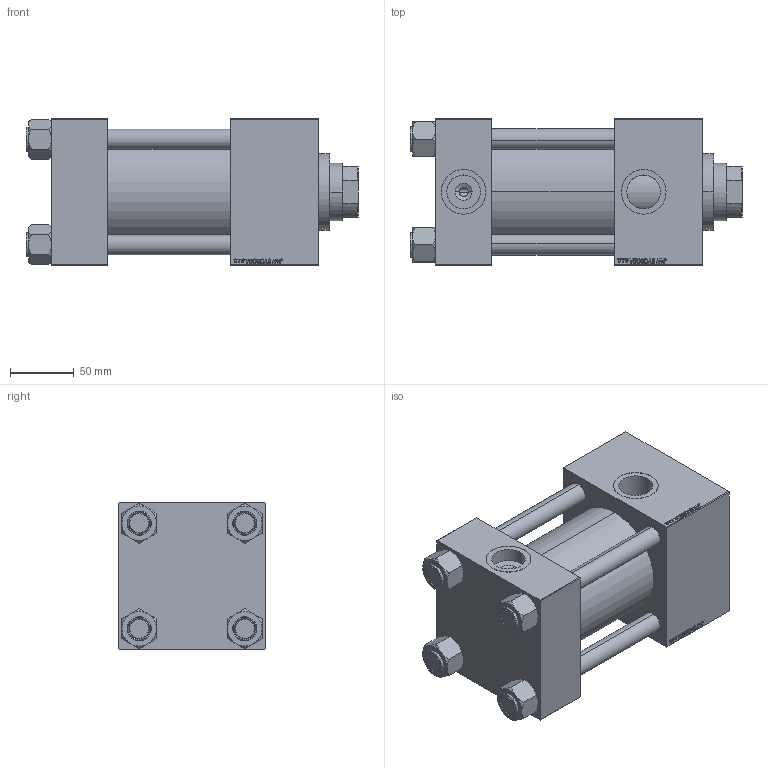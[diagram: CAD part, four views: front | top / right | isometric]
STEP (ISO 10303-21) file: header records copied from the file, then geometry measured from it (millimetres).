
FILE_DESCRIPTION (( 'STEP AP203' ), '1' );
FILE_NAME ('04f2.STEP', '2025-05-19T13:07:02', ( '' ), ( '' ), 'SwSTEP 2.0', 'SolidWorks 2019', '' );
FILE_SCHEMA (( 'CONFIG_CONTROL_DESIGN' ));
Length unit declared in the file: millimetre
Products named in the file (6): V215CR_VCP_C 5a7178b9c4bf68349799ae6e86b99f6a; V215CR_C_Body 5a7178b9c4bf68349799ae6e86b99f6a; NUT_M5_C 5a7178b9c4bf68349799ae6e86b99f6a; V215_VC_A 5a7178b9c4bf68349799ae6e86b99f6a; V215CR_C_TYCINKA 5a7178b9c4bf68349799ae6e86b99f6a; 04f2
Assembly tree (11 placements, depth 2):
  04f2
    V215CR_C_Body 5a7178b9c4bf68349799ae6e86b99f6a
    V215CR_VCP_C 5a7178b9c4bf68349799ae6e86b99f6a
    NUT_M5_C 5a7178b9c4bf68349799ae6e86b99f6a  x4
    V215CR_C_TYCINKA 5a7178b9c4bf68349799ae6e86b99f6a  x4
    V215_VC_A 5a7178b9c4bf68349799ae6e86b99f6a
Bounding box: 260 x 115 x 115 mm (x, y, z)
Volume: 1914792.9 mm3; surface area: 299794 mm2
Topology: 11 solids, 11 shells, 1196 faces, 3026 edges, 1969 vertices
Faces by surface type: plane 574, bspline 392, cone 136, cylinder 86, torus 8
Entity records: 50670 total; most frequent: CARTESIAN_POINT 27220, ORIENTED_EDGE 5316, DIRECTION 3376, EDGE_CURVE 2658, VERTEX_POINT 1747, LINE 1614, VECTOR 1614, EDGE_LOOP 1169
